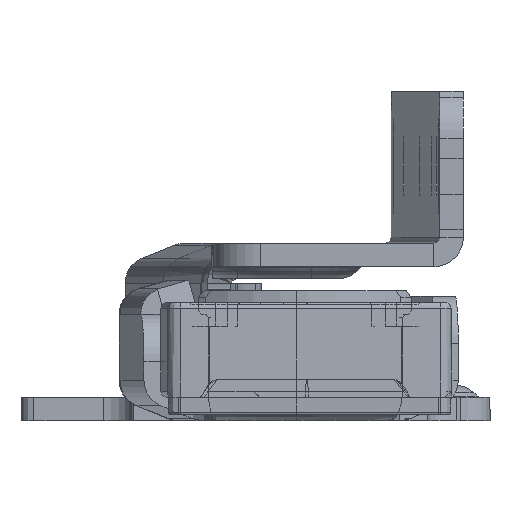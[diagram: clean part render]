
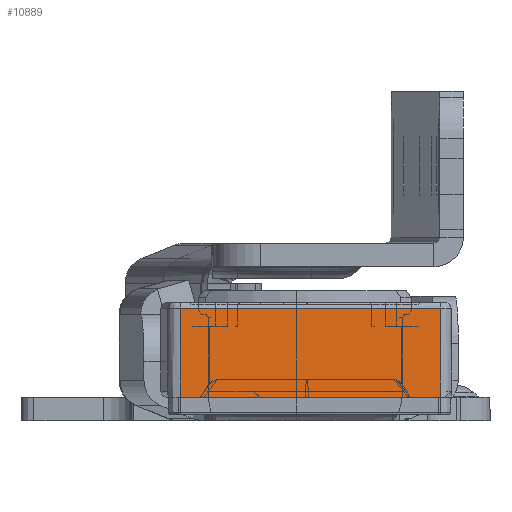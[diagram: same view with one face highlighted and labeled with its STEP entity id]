
A CAD part, left-side view. The second image highlights one B-rep face of the part: STEP entity #10889.
In plain terms, the highlighted face is planar.
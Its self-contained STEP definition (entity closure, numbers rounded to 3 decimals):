
#335 = VECTOR ( 'NONE', #1766, 1000. ) ;
#774 = CARTESIAN_POINT ( 'NONE',  ( 10., -11., 0.5 ) ) ;
#1121 = VERTEX_POINT ( 'NONE', #10605 ) ;
#1466 = CARTESIAN_POINT ( 'NONE',  ( 10., 11., 8. ) ) ;
#1766 = DIRECTION ( 'NONE',  ( 0., 0., -1. ) ) ;
#1922 = FACE_OUTER_BOUND ( 'NONE', #2313, .T. ) ;
#2187 = EDGE_CURVE ( 'NONE', #1121, #15333, #8036, .T. ) ;
#2313 = EDGE_LOOP ( 'NONE', ( #9414, #13016, #6251, #4619 ) ) ;
#2518 = DIRECTION ( 'NONE',  ( 0., -1., 0. ) ) ;
#3624 = VECTOR ( 'NONE', #13988, 1000. ) ;
#4204 = CARTESIAN_POINT ( 'NONE',  ( 10., 11., 0.5 ) ) ;
#4556 = EDGE_CURVE ( 'NONE', #13097, #4991, #13612, .T. ) ;
#4619 = ORIENTED_EDGE ( 'NONE', *, *, #6900, .T. ) ;
#4991 = VERTEX_POINT ( 'NONE', #9854 ) ;
#5394 = DIRECTION ( 'NONE',  ( 0., 1., 0. ) ) ;
#6251 = ORIENTED_EDGE ( 'NONE', *, *, #4556, .F. ) ;
#6720 = CARTESIAN_POINT ( 'NONE',  ( 10., 11., 8. ) ) ;
#6730 = PLANE ( 'NONE',  #9270 ) ;
#6900 = EDGE_CURVE ( 'NONE', #13097, #1121, #10686, .T. ) ;
#7813 = LINE ( 'NONE', #4204, #10002 ) ;
#8036 = LINE ( 'NONE', #15011, #3624 ) ;
#8685 = VECTOR ( 'NONE', #2518, 1000. ) ;
#9270 = AXIS2_PLACEMENT_3D ( 'NONE', #13922, #11424, #10256 ) ;
#9414 = ORIENTED_EDGE ( 'NONE', *, *, #2187, .T. ) ;
#9854 = CARTESIAN_POINT ( 'NONE',  ( 10., 11., 0.5 ) ) ;
#10002 = VECTOR ( 'NONE', #5394, 1000. ) ;
#10226 = EDGE_CURVE ( 'NONE', #15333, #4991, #7813, .T. ) ;
#10256 = DIRECTION ( 'NONE',  ( 0., 0., -1. ) ) ;
#10605 = CARTESIAN_POINT ( 'NONE',  ( 10., -11., 8. ) ) ;
#10686 = LINE ( 'NONE', #13264, #8685 ) ;
#10889 = ADVANCED_FACE ( 'NONE', ( #1922 ), #6730, .T. ) ;
#11424 = DIRECTION ( 'NONE',  ( 1., 0., 0. ) ) ;
#13016 = ORIENTED_EDGE ( 'NONE', *, *, #10226, .T. ) ;
#13097 = VERTEX_POINT ( 'NONE', #6720 ) ;
#13264 = CARTESIAN_POINT ( 'NONE',  ( 10., 11., 8. ) ) ;
#13612 = LINE ( 'NONE', #1466, #335 ) ;
#13922 = CARTESIAN_POINT ( 'NONE',  ( 10., 11., 8. ) ) ;
#13988 = DIRECTION ( 'NONE',  ( 0., 0., -1. ) ) ;
#15011 = CARTESIAN_POINT ( 'NONE',  ( 10., -11., 8. ) ) ;
#15333 = VERTEX_POINT ( 'NONE', #774 ) ;
